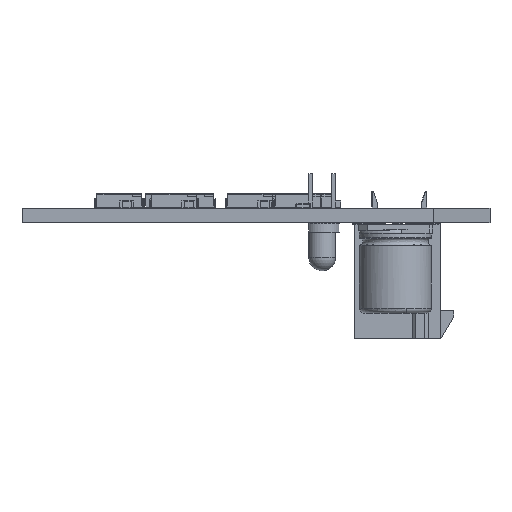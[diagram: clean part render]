
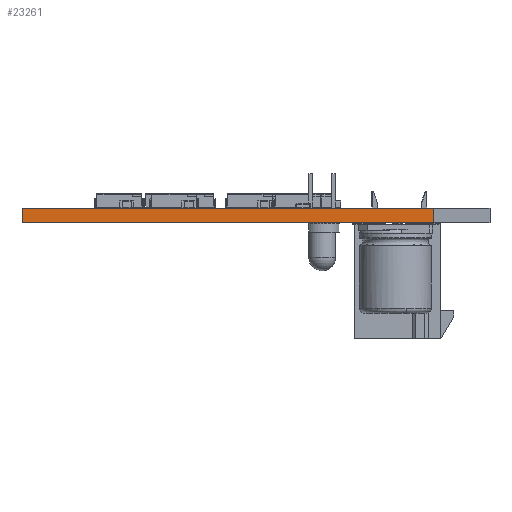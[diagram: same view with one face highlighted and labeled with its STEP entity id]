
A CAD part, front view. The second image highlights one B-rep face of the part: STEP entity #23261.
In plain terms, the highlighted planar face has unit normal (0, -1, 0).
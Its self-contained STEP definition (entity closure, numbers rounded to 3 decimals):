
#23080 = PLANE('',#23081);
#23081 = AXIS2_PLACEMENT_3D('',#23082,#23083,#23084);
#23082 = CARTESIAN_POINT('',(165.202,-113.589,0.));
#23083 = DIRECTION('',(0.81,-0.587,0.));
#23084 = DIRECTION('',(-0.587,-0.81,0.));
#23105 = VERTEX_POINT('',#23106);
#23106 = CARTESIAN_POINT('',(158.902,-122.276,1.6));
#23120 = PLANE('',#23121);
#23121 = AXIS2_PLACEMENT_3D('',#23122,#23123,#23124);
#23122 = CARTESIAN_POINT('',(139.056,-101.61,1.6));
#23123 = DIRECTION('',(-0.,-0.,-1.));
#23124 = DIRECTION('',(-1.,0.,0.));
#23132 = EDGE_CURVE('',#23133,#23105,#23135,.T.);
#23133 = VERTEX_POINT('',#23134);
#23134 = CARTESIAN_POINT('',(158.902,-122.276,0.));
#23135 = SURFACE_CURVE('',#23136,(#23140,#23147),.PCURVE_S1.);
#23136 = LINE('',#23137,#23138);
#23137 = CARTESIAN_POINT('',(158.902,-122.276,0.));
#23138 = VECTOR('',#23139,1.);
#23139 = DIRECTION('',(0.,0.,1.));
#23140 = PCURVE('',#23080,#23141);
#23141 = DEFINITIONAL_REPRESENTATION('',(#23142),#23146);
#23142 = LINE('',#23143,#23144);
#23143 = CARTESIAN_POINT('',(10.73,0.));
#23144 = VECTOR('',#23145,1.);
#23145 = DIRECTION('',(0.,-1.));
#23146 = ( GEOMETRIC_REPRESENTATION_CONTEXT(2) 
PARAMETRIC_REPRESENTATION_CONTEXT() REPRESENTATION_CONTEXT('2D SPACE',''
  ) );
#23147 = PCURVE('',#23148,#23153);
#23148 = PLANE('',#23149);
#23149 = AXIS2_PLACEMENT_3D('',#23150,#23151,#23152);
#23150 = CARTESIAN_POINT('',(158.902,-122.276,0.));
#23151 = DIRECTION('',(0.,-1.,0.));
#23152 = DIRECTION('',(-1.,0.,0.));
#23153 = DEFINITIONAL_REPRESENTATION('',(#23154),#23158);
#23154 = LINE('',#23155,#23156);
#23155 = CARTESIAN_POINT('',(0.,-0.));
#23156 = VECTOR('',#23157,1.);
#23157 = DIRECTION('',(0.,-1.));
#23158 = ( GEOMETRIC_REPRESENTATION_CONTEXT(2) 
PARAMETRIC_REPRESENTATION_CONTEXT() REPRESENTATION_CONTEXT('2D SPACE',''
  ) );
#23174 = PLANE('',#23175);
#23175 = AXIS2_PLACEMENT_3D('',#23176,#23177,#23178);
#23176 = CARTESIAN_POINT('',(139.056,-101.61,0.));
#23177 = DIRECTION('',(-0.,-0.,-1.));
#23178 = DIRECTION('',(-1.,0.,0.));
#23261 = ADVANCED_FACE('',(#23262),#23148,.T.);
#23262 = FACE_BOUND('',#23263,.T.);
#23263 = EDGE_LOOP('',(#23264,#23265,#23288,#23316));
#23264 = ORIENTED_EDGE('',*,*,#23132,.T.);
#23265 = ORIENTED_EDGE('',*,*,#23266,.T.);
#23266 = EDGE_CURVE('',#23105,#23267,#23269,.T.);
#23267 = VERTEX_POINT('',#23268);
#23268 = CARTESIAN_POINT('',(113.132,-122.276,1.6));
#23269 = SURFACE_CURVE('',#23270,(#23274,#23281),.PCURVE_S1.);
#23270 = LINE('',#23271,#23272);
#23271 = CARTESIAN_POINT('',(158.902,-122.276,1.6));
#23272 = VECTOR('',#23273,1.);
#23273 = DIRECTION('',(-1.,0.,0.));
#23274 = PCURVE('',#23148,#23275);
#23275 = DEFINITIONAL_REPRESENTATION('',(#23276),#23280);
#23276 = LINE('',#23277,#23278);
#23277 = CARTESIAN_POINT('',(0.,-1.6));
#23278 = VECTOR('',#23279,1.);
#23279 = DIRECTION('',(1.,0.));
#23280 = ( GEOMETRIC_REPRESENTATION_CONTEXT(2) 
PARAMETRIC_REPRESENTATION_CONTEXT() REPRESENTATION_CONTEXT('2D SPACE',''
  ) );
#23281 = PCURVE('',#23120,#23282);
#23282 = DEFINITIONAL_REPRESENTATION('',(#23283),#23287);
#23283 = LINE('',#23284,#23285);
#23284 = CARTESIAN_POINT('',(-19.846,-20.666));
#23285 = VECTOR('',#23286,1.);
#23286 = DIRECTION('',(1.,0.));
#23287 = ( GEOMETRIC_REPRESENTATION_CONTEXT(2) 
PARAMETRIC_REPRESENTATION_CONTEXT() REPRESENTATION_CONTEXT('2D SPACE',''
  ) );
#23288 = ORIENTED_EDGE('',*,*,#23289,.F.);
#23289 = EDGE_CURVE('',#23290,#23267,#23292,.T.);
#23290 = VERTEX_POINT('',#23291);
#23291 = CARTESIAN_POINT('',(113.132,-122.276,0.));
#23292 = SURFACE_CURVE('',#23293,(#23297,#23304),.PCURVE_S1.);
#23293 = LINE('',#23294,#23295);
#23294 = CARTESIAN_POINT('',(113.132,-122.276,0.));
#23295 = VECTOR('',#23296,1.);
#23296 = DIRECTION('',(0.,0.,1.));
#23297 = PCURVE('',#23148,#23298);
#23298 = DEFINITIONAL_REPRESENTATION('',(#23299),#23303);
#23299 = LINE('',#23300,#23301);
#23300 = CARTESIAN_POINT('',(45.771,0.));
#23301 = VECTOR('',#23302,1.);
#23302 = DIRECTION('',(0.,-1.));
#23303 = ( GEOMETRIC_REPRESENTATION_CONTEXT(2) 
PARAMETRIC_REPRESENTATION_CONTEXT() REPRESENTATION_CONTEXT('2D SPACE',''
  ) );
#23304 = PCURVE('',#23305,#23310);
#23305 = PLANE('',#23306);
#23306 = AXIS2_PLACEMENT_3D('',#23307,#23308,#23309);
#23307 = CARTESIAN_POINT('',(113.132,-122.276,0.));
#23308 = DIRECTION('',(-1.,0.,0.));
#23309 = DIRECTION('',(0.,1.,0.));
#23310 = DEFINITIONAL_REPRESENTATION('',(#23311),#23315);
#23311 = LINE('',#23312,#23313);
#23312 = CARTESIAN_POINT('',(0.,0.));
#23313 = VECTOR('',#23314,1.);
#23314 = DIRECTION('',(0.,-1.));
#23315 = ( GEOMETRIC_REPRESENTATION_CONTEXT(2) 
PARAMETRIC_REPRESENTATION_CONTEXT() REPRESENTATION_CONTEXT('2D SPACE',''
  ) );
#23316 = ORIENTED_EDGE('',*,*,#23317,.F.);
#23317 = EDGE_CURVE('',#23133,#23290,#23318,.T.);
#23318 = SURFACE_CURVE('',#23319,(#23323,#23330),.PCURVE_S1.);
#23319 = LINE('',#23320,#23321);
#23320 = CARTESIAN_POINT('',(158.902,-122.276,0.));
#23321 = VECTOR('',#23322,1.);
#23322 = DIRECTION('',(-1.,0.,0.));
#23323 = PCURVE('',#23148,#23324);
#23324 = DEFINITIONAL_REPRESENTATION('',(#23325),#23329);
#23325 = LINE('',#23326,#23327);
#23326 = CARTESIAN_POINT('',(0.,-0.));
#23327 = VECTOR('',#23328,1.);
#23328 = DIRECTION('',(1.,0.));
#23329 = ( GEOMETRIC_REPRESENTATION_CONTEXT(2) 
PARAMETRIC_REPRESENTATION_CONTEXT() REPRESENTATION_CONTEXT('2D SPACE',''
  ) );
#23330 = PCURVE('',#23174,#23331);
#23331 = DEFINITIONAL_REPRESENTATION('',(#23332),#23336);
#23332 = LINE('',#23333,#23334);
#23333 = CARTESIAN_POINT('',(-19.846,-20.666));
#23334 = VECTOR('',#23335,1.);
#23335 = DIRECTION('',(1.,0.));
#23336 = ( GEOMETRIC_REPRESENTATION_CONTEXT(2) 
PARAMETRIC_REPRESENTATION_CONTEXT() REPRESENTATION_CONTEXT('2D SPACE',''
  ) );
